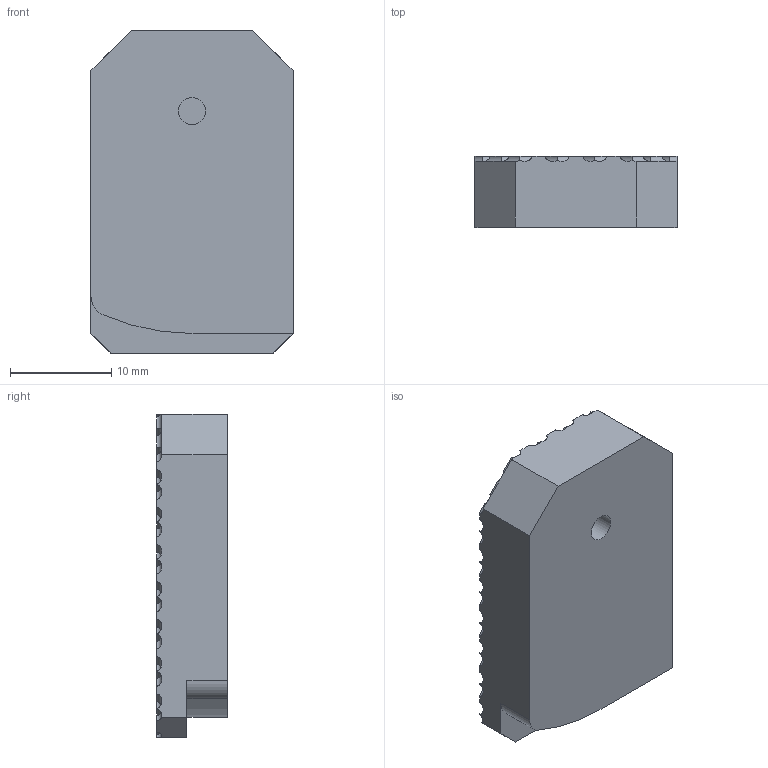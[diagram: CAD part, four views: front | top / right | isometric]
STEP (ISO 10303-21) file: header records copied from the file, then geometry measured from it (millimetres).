
FILE_DESCRIPTION(/* description */ ('CAx-IF Rec.Pracs.---Representation and Presentation of Product Manufacturing Information (PMI)---4.0---2014-10-13','CAx-IF Rec.Pracs.---3D Tessellated Geometry---0.4---2014-09-14','2;1'),/* implementation_level */ '2;1');
FILE_NAME(/* name */ 'V07-04-10-01 - Back door lock',/* time_stamp */ '2022-08-11T17:26:34+03:00',/* author */ (''),/* organization */ (''),/* preprocessor_version */ 'ST-DEVELOPER v16.7',/* originating_system */ 'SIEMENS PLM Software NX 1911',/* authorisation */ $);
FILE_SCHEMA (('AP242_MANAGED_MODEL_BASED_3D_ENGINEERING_MIM_LF { 1 0 10303 442 1 1 4 }'));
Length unit declared in the file: millimetre
Products named in the file (1): V07-04-10-01 - Back door lock
Bounding box: 20 x 7 x 32 mm (x, y, z)
Volume: 3973.3 mm3; surface area: 2103 mm2
Topology: 1 solids, 1 shells, 337 faces, 908 edges, 574 vertices
Faces by surface type: cylinder 211, plane 126
Full cylindrical faces by diameter (mm): 2.7 x1
Entity records: 9910 total; most frequent: CARTESIAN_POINT 2736, ORIENTED_EDGE 1816, DIRECTION 1178, EDGE_CURVE 908, VERTEX_POINT 574, LINE 482, VECTOR 482, AXIS2_PLACEMENT_3D 348
